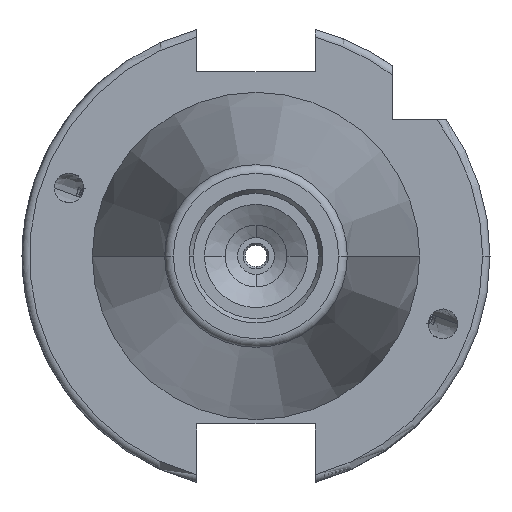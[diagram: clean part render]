
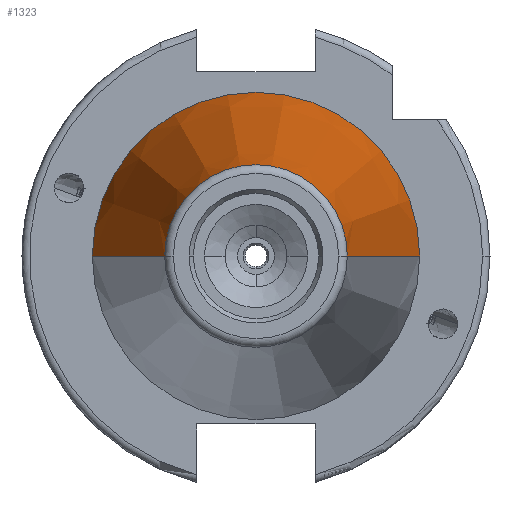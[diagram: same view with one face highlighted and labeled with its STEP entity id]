
A CAD part, left-side view. The second image highlights one B-rep face of the part: STEP entity #1323.
In plain terms, the highlighted conical face has half-angle 8.297 degrees and reference radius 22.225 mm.
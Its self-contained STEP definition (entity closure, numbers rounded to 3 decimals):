
#143 = EDGE_CURVE ( 'NONE', #1653, #1768, #5523, .T. ) ;
#306 = AXIS2_PLACEMENT_3D ( 'NONE', #1535, #4969, #2037 ) ;
#521 = CARTESIAN_POINT ( 'NONE',  ( -67.373, -12.4, 0. ) ) ;
#806 = VECTOR ( 'NONE', #2575, 1000. ) ;
#1020 = AXIS2_PLACEMENT_3D ( 'NONE', #2389, #5806, #2891 ) ;
#1323 = ADVANCED_FACE ( 'NONE', ( #5292 ), #5139, .T. ) ;
#1535 = CARTESIAN_POINT ( 'NONE',  ( 0., 0., 0. ) ) ;
#1576 = CARTESIAN_POINT ( 'NONE',  ( 0., -22.225, 0. ) ) ;
#1653 = VERTEX_POINT ( 'NONE', #3768 ) ;
#1768 = VERTEX_POINT ( 'NONE', #2449 ) ;
#1951 = LINE ( 'NONE', #1576, #806 ) ;
#2037 = DIRECTION ( 'NONE',  ( 0., -1., 0. ) ) ;
#2389 = CARTESIAN_POINT ( 'NONE',  ( -67.373, 0., 0. ) ) ;
#2420 = DIRECTION ( 'NONE',  ( 0.99, 0.144, 0. ) ) ;
#2449 = CARTESIAN_POINT ( 'NONE',  ( 0., 22.225, 0. ) ) ;
#2496 = AXIS2_PLACEMENT_3D ( 'NONE', #3608, #3301, #3629 ) ;
#2499 = VERTEX_POINT ( 'NONE', #521 ) ;
#2519 = ORIENTED_EDGE ( 'NONE', *, *, #3836, .F. ) ;
#2575 = DIRECTION ( 'NONE',  ( 0.99, -0.144, 0. ) ) ;
#2739 = ORIENTED_EDGE ( 'NONE', *, *, #5950, .T. ) ;
#2891 = DIRECTION ( 'NONE',  ( 0., -1., 0. ) ) ;
#2931 = EDGE_LOOP ( 'NONE', ( #2519, #5311, #2739, #4170 ) ) ;
#2984 = VERTEX_POINT ( 'NONE', #3698 ) ;
#3301 = DIRECTION ( 'NONE',  ( 1., 0., 0. ) ) ;
#3608 = CARTESIAN_POINT ( 'NONE',  ( 0., 0., 0. ) ) ;
#3629 = DIRECTION ( 'NONE',  ( 0., 1., 0. ) ) ;
#3698 = CARTESIAN_POINT ( 'NONE',  ( 0., -22.225, 0. ) ) ;
#3768 = CARTESIAN_POINT ( 'NONE',  ( -67.373, 12.4, 0. ) ) ;
#3836 = EDGE_CURVE ( 'NONE', #2499, #1653, #4424, .T. ) ;
#4170 = ORIENTED_EDGE ( 'NONE', *, *, #143, .F. ) ;
#4242 = VECTOR ( 'NONE', #2420, 1000. ) ;
#4340 = CIRCLE ( 'NONE', #306, 22.225 ) ;
#4424 = CIRCLE ( 'NONE', #1020, 12.4 ) ;
#4889 = CARTESIAN_POINT ( 'NONE',  ( 0., 22.225, 0. ) ) ;
#4969 = DIRECTION ( 'NONE',  ( -1., 0., 0. ) ) ;
#5005 = EDGE_CURVE ( 'NONE', #2499, #2984, #1951, .T. ) ;
#5139 = CONICAL_SURFACE ( 'NONE', #2496, 22.225, 0.145 ) ;
#5292 = FACE_OUTER_BOUND ( 'NONE', #2931, .T. ) ;
#5311 = ORIENTED_EDGE ( 'NONE', *, *, #5005, .T. ) ;
#5523 = LINE ( 'NONE', #4889, #4242 ) ;
#5806 = DIRECTION ( 'NONE',  ( -1., 0., 0. ) ) ;
#5950 = EDGE_CURVE ( 'NONE', #2984, #1768, #4340, .T. ) ;
